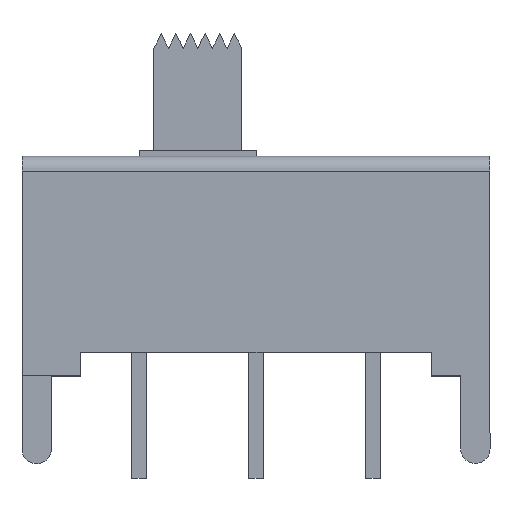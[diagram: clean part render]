
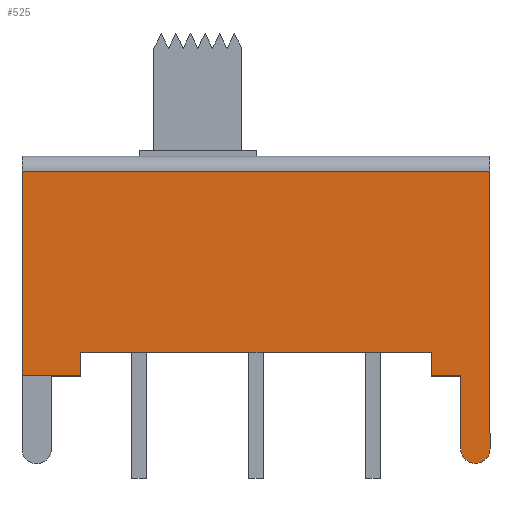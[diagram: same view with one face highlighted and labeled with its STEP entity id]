
A CAD part, top view. The second image highlights one B-rep face of the part: STEP entity #525.
In plain terms, the highlighted planar face has unit normal (0, 0, 1).
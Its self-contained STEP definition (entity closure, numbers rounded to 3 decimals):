
#46 = LINE ( 'NONE', #999, #451 ) ;
#76 = DIRECTION ( 'NONE',  ( -1., 0., 0. ) ) ;
#77 = ORIENTED_EDGE ( 'NONE', *, *, #1744, .F. ) ;
#84 = VERTEX_POINT ( 'NONE', #1460 ) ;
#119 = DIRECTION ( 'NONE',  ( 0., -1., 0. ) ) ;
#123 = CARTESIAN_POINT ( 'NONE',  ( 6., -2.15, 3.35 ) ) ;
#217 = VECTOR ( 'NONE', #1328, 1000. ) ;
#221 = LINE ( 'NONE', #384, #217 ) ;
#236 = ORIENTED_EDGE ( 'NONE', *, *, #1587, .F. ) ;
#247 = FACE_OUTER_BOUND ( 'NONE', #825, .T. ) ;
#281 = VERTEX_POINT ( 'NONE', #2442 ) ;
#295 = LINE ( 'NONE', #1611, #1967 ) ;
#377 = VECTOR ( 'NONE', #1076, 1000. ) ;
#384 = CARTESIAN_POINT ( 'NONE',  ( 8., -2.15, 3.35 ) ) ;
#418 = LINE ( 'NONE', #2313, #1145 ) ;
#439 = LINE ( 'NONE', #981, #1010 ) ;
#451 = VECTOR ( 'NONE', #1569, 1000. ) ;
#477 = CARTESIAN_POINT ( 'NONE',  ( 8., -2.15, 3.35 ) ) ;
#487 = LINE ( 'NONE', #2013, #377 ) ;
#525 = ADVANCED_FACE ( 'NONE', ( #247 ), #994, .F. ) ;
#589 = VECTOR ( 'NONE', #119, 1000. ) ;
#639 = DIRECTION ( 'NONE',  ( 0., 0., -1. ) ) ;
#683 = ORIENTED_EDGE ( 'NONE', *, *, #2249, .T. ) ;
#713 = VERTEX_POINT ( 'NONE', #1337 ) ;
#745 = CARTESIAN_POINT ( 'NONE',  ( 8., 4.85, 3.35 ) ) ;
#794 = VERTEX_POINT ( 'NONE', #2414 ) ;
#825 = EDGE_LOOP ( 'NONE', ( #1993, #1794, #1058, #236, #1675, #1889, #2365, #77, #683, #2038 ) ) ;
#907 = LINE ( 'NONE', #745, #1098 ) ;
#981 = CARTESIAN_POINT ( 'NONE',  ( -8., 4.85, 3.35 ) ) ;
#994 = PLANE ( 'NONE',  #1693 ) ;
#995 = DIRECTION ( 'NONE',  ( -1., 0., 0. ) ) ;
#999 = CARTESIAN_POINT ( 'NONE',  ( -6., -1.35, 3.35 ) ) ;
#1010 = VECTOR ( 'NONE', #1169, 1000. ) ;
#1021 = DIRECTION ( 'NONE',  ( 0., 1., 0. ) ) ;
#1058 = ORIENTED_EDGE ( 'NONE', *, *, #1868, .F. ) ;
#1069 = VERTEX_POINT ( 'NONE', #123 ) ;
#1076 = DIRECTION ( 'NONE',  ( 0., -1., 0. ) ) ;
#1098 = VECTOR ( 'NONE', #1677, 1000. ) ;
#1119 = CARTESIAN_POINT ( 'NONE',  ( -8., -2.15, 3.35 ) ) ;
#1129 = DIRECTION ( 'NONE',  ( 1., 0., 0. ) ) ;
#1145 = VECTOR ( 'NONE', #995, 1000. ) ;
#1148 = EDGE_CURVE ( 'NONE', #84, #1770, #2438, .T. ) ;
#1169 = DIRECTION ( 'NONE',  ( 0., -1., 0. ) ) ;
#1178 = EDGE_CURVE ( 'NONE', #2272, #1714, #221, .T. ) ;
#1251 = CARTESIAN_POINT ( 'NONE',  ( -6., -2.15, 3.35 ) ) ;
#1304 = DIRECTION ( 'NONE',  ( 0., 0., 1. ) ) ;
#1316 = CARTESIAN_POINT ( 'NONE',  ( 7.5, -4.65, 3.35 ) ) ;
#1328 = DIRECTION ( 'NONE',  ( -1., 0., 0. ) ) ;
#1337 = CARTESIAN_POINT ( 'NONE',  ( 6., -1.35, 3.35 ) ) ;
#1347 = EDGE_CURVE ( 'NONE', #281, #2272, #487, .T. ) ;
#1354 = CARTESIAN_POINT ( 'NONE',  ( 8., -4.65, 3.35 ) ) ;
#1410 = LINE ( 'NONE', #2348, #589 ) ;
#1455 = CARTESIAN_POINT ( 'NONE',  ( 8., 4.85, 3.35 ) ) ;
#1460 = CARTESIAN_POINT ( 'NONE',  ( 7., -4.65, 3.35 ) ) ;
#1569 = DIRECTION ( 'NONE',  ( -1., 0., 0. ) ) ;
#1587 = EDGE_CURVE ( 'NONE', #1069, #713, #295, .T. ) ;
#1611 = CARTESIAN_POINT ( 'NONE',  ( 6., -2.15, 3.35 ) ) ;
#1675 = ORIENTED_EDGE ( 'NONE', *, *, #2296, .F. ) ;
#1677 = DIRECTION ( 'NONE',  ( 0., -1., 0. ) ) ;
#1693 = AXIS2_PLACEMENT_3D ( 'NONE', #1773, #639, #1021 ) ;
#1714 = VERTEX_POINT ( 'NONE', #1119 ) ;
#1744 = EDGE_CURVE ( 'NONE', #1968, #1770, #907, .T. ) ;
#1746 = VECTOR ( 'NONE', #76, 1000. ) ;
#1770 = VERTEX_POINT ( 'NONE', #1354 ) ;
#1773 = CARTESIAN_POINT ( 'NONE',  ( 8., 4.85, 3.35 ) ) ;
#1782 = EDGE_CURVE ( 'NONE', #794, #1714, #439, .T. ) ;
#1794 = ORIENTED_EDGE ( 'NONE', *, *, #1347, .F. ) ;
#1868 = EDGE_CURVE ( 'NONE', #713, #281, #46, .T. ) ;
#1889 = ORIENTED_EDGE ( 'NONE', *, *, #2352, .T. ) ;
#1932 = VERTEX_POINT ( 'NONE', #2340 ) ;
#1967 = VECTOR ( 'NONE', #2211, 1000. ) ;
#1968 = VERTEX_POINT ( 'NONE', #1455 ) ;
#1993 = ORIENTED_EDGE ( 'NONE', *, *, #1178, .F. ) ;
#2010 = AXIS2_PLACEMENT_3D ( 'NONE', #1316, #1304, #1129 ) ;
#2013 = CARTESIAN_POINT ( 'NONE',  ( -6., -2.15, 3.35 ) ) ;
#2038 = ORIENTED_EDGE ( 'NONE', *, *, #1782, .T. ) ;
#2178 = LINE ( 'NONE', #477, #1746 ) ;
#2211 = DIRECTION ( 'NONE',  ( 0., 1., 0. ) ) ;
#2249 = EDGE_CURVE ( 'NONE', #1968, #794, #418, .T. ) ;
#2272 = VERTEX_POINT ( 'NONE', #1251 ) ;
#2296 = EDGE_CURVE ( 'NONE', #1932, #1069, #2178, .T. ) ;
#2313 = CARTESIAN_POINT ( 'NONE',  ( 8., 4.85, 3.35 ) ) ;
#2340 = CARTESIAN_POINT ( 'NONE',  ( 7., -2.15, 3.35 ) ) ;
#2348 = CARTESIAN_POINT ( 'NONE',  ( 7., -4.65, 3.35 ) ) ;
#2352 = EDGE_CURVE ( 'NONE', #1932, #84, #1410, .T. ) ;
#2365 = ORIENTED_EDGE ( 'NONE', *, *, #1148, .T. ) ;
#2414 = CARTESIAN_POINT ( 'NONE',  ( -8., 4.85, 3.35 ) ) ;
#2438 = CIRCLE ( 'NONE', #2010, 0.5 ) ;
#2442 = CARTESIAN_POINT ( 'NONE',  ( -6., -1.35, 3.35 ) ) ;
